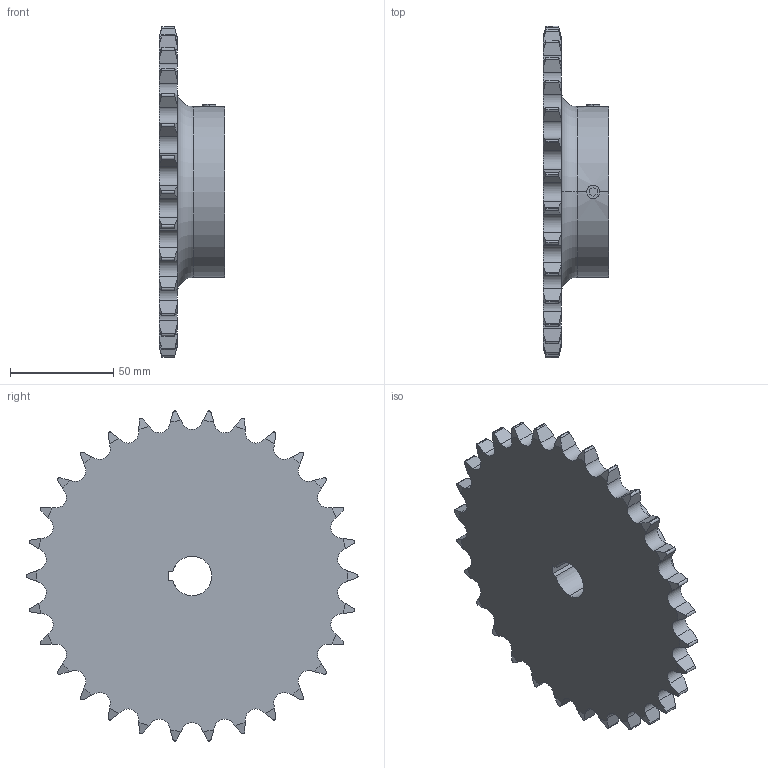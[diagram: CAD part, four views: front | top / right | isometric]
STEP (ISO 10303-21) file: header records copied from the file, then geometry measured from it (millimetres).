
FILE_DESCRIPTION (( 'STEP AP214' ), '1' );
FILE_NAME ('Martin Sprocket Gear-50BS30 34.STEP', '2020-01-23T13:23:30', ( '' ), ( '' ), 'SwSTEP 2.0', 'SolidWorks 2019', '' );
FILE_SCHEMA (( 'AUTOMOTIVE_DESIGN' ));
Length unit declared in the file: inch
Products named in the file (1): Martin Sprocket  Gear-50BS30 34
Bounding box: 31.75 x 160.55 x 159.68 mm (x, y, z)
Volume: 267573.5 mm3; surface area: 50014.9 mm2
Topology: 3 solids, 3 shells, 245 faces, 715 edges, 476 vertices
Faces by surface type: cylinder 96, plane 87, cone 60, torus 2
Entity records: 8967 total; most frequent: CARTESIAN_POINT 2667, ORIENTED_EDGE 1430, DIRECTION 1155, EDGE_CURVE 715, VERTEX_POINT 476, AXIS2_PLACEMENT_3D 412, LINE 331, VECTOR 331
